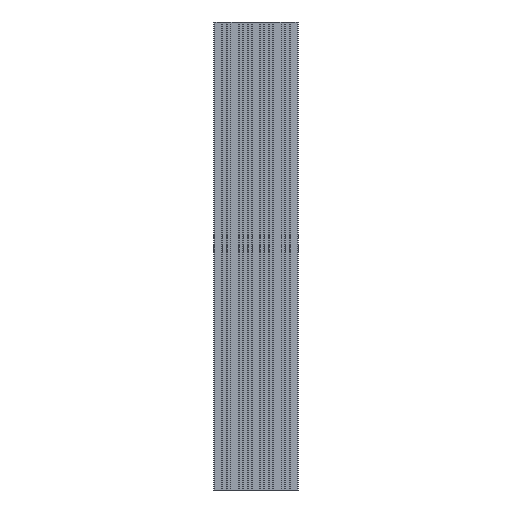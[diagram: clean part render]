
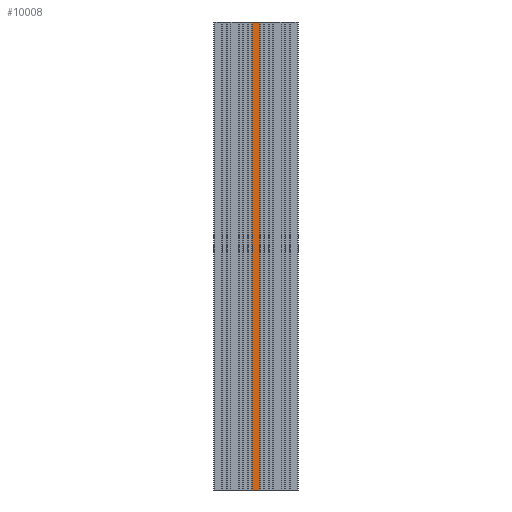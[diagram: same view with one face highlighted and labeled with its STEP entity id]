
A CAD part, front view. The second image highlights one B-rep face of the part: STEP entity #10008.
In plain terms, the highlighted planar face has unit normal (0, -1, 0).
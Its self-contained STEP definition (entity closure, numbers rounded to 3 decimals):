
#592 = VERTEX_POINT ( 'NONE', #5099 ) ;
#694 = EDGE_LOOP ( 'NONE', ( #9471, #8341, #6061, #2789 ) ) ;
#700 = DIRECTION ( 'NONE',  ( -1., 0., 0. ) ) ;
#1214 = EDGE_CURVE ( 'NONE', #5573, #2903, #4017, .T. ) ;
#1569 = CARTESIAN_POINT ( 'NONE',  ( 8.497, -10.75, 1000. ) ) ;
#1747 = VECTOR ( 'NONE', #700, 1000. ) ;
#1854 = EDGE_CURVE ( 'NONE', #592, #3496, #5957, .T. ) ;
#2078 = DIRECTION ( 'NONE',  ( 0., 0., 1. ) ) ;
#2343 = DIRECTION ( 'NONE',  ( 0., 0., 1. ) ) ;
#2789 = ORIENTED_EDGE ( 'NONE', *, *, #7078, .T. ) ;
#2903 = VERTEX_POINT ( 'NONE', #9742 ) ;
#2968 = DIRECTION ( 'NONE',  ( -1., 0., 0. ) ) ;
#3077 = LINE ( 'NONE', #9200, #8735 ) ;
#3355 = DIRECTION ( 'NONE',  ( 0., 0., 1. ) ) ;
#3496 = VERTEX_POINT ( 'NONE', #5953 ) ;
#4017 = LINE ( 'NONE', #6729, #7841 ) ;
#4091 = CARTESIAN_POINT ( 'NONE',  ( 8.497, -10.75, 0. ) ) ;
#5017 = CARTESIAN_POINT ( 'NONE',  ( 8.497, -10.75, 0. ) ) ;
#5099 = CARTESIAN_POINT ( 'NONE',  ( 8.497, -10.75, 1000. ) ) ;
#5573 = VERTEX_POINT ( 'NONE', #4091 ) ;
#5712 = FACE_OUTER_BOUND ( 'NONE', #694, .T. ) ;
#5953 = CARTESIAN_POINT ( 'NONE',  ( -8.497, -10.75, 1000. ) ) ;
#5957 = LINE ( 'NONE', #1569, #1747 ) ;
#6061 = ORIENTED_EDGE ( 'NONE', *, *, #1214, .F. ) ;
#6175 = VECTOR ( 'NONE', #3355, 1000. ) ;
#6454 = EDGE_CURVE ( 'NONE', #2903, #3496, #3077, .T. ) ;
#6729 = CARTESIAN_POINT ( 'NONE',  ( 8.497, -10.75, 0. ) ) ;
#7078 = EDGE_CURVE ( 'NONE', #5573, #592, #9483, .T. ) ;
#7841 = VECTOR ( 'NONE', #2968, 1000. ) ;
#8341 = ORIENTED_EDGE ( 'NONE', *, *, #6454, .F. ) ;
#8524 = DIRECTION ( 'NONE',  ( 0., 1., 0. ) ) ;
#8735 = VECTOR ( 'NONE', #2078, 1000. ) ;
#8846 = AXIS2_PLACEMENT_3D ( 'NONE', #5017, #8524, #2343 ) ;
#9200 = CARTESIAN_POINT ( 'NONE',  ( -8.497, -10.75, 0. ) ) ;
#9314 = CARTESIAN_POINT ( 'NONE',  ( 8.497, -10.75, 0. ) ) ;
#9471 = ORIENTED_EDGE ( 'NONE', *, *, #1854, .T. ) ;
#9483 = LINE ( 'NONE', #9314, #6175 ) ;
#9742 = CARTESIAN_POINT ( 'NONE',  ( -8.497, -10.75, 0. ) ) ;
#10008 = ADVANCED_FACE ( 'NONE', ( #5712 ), #11081, .F. ) ;
#11081 = PLANE ( 'NONE',  #8846 ) ;
